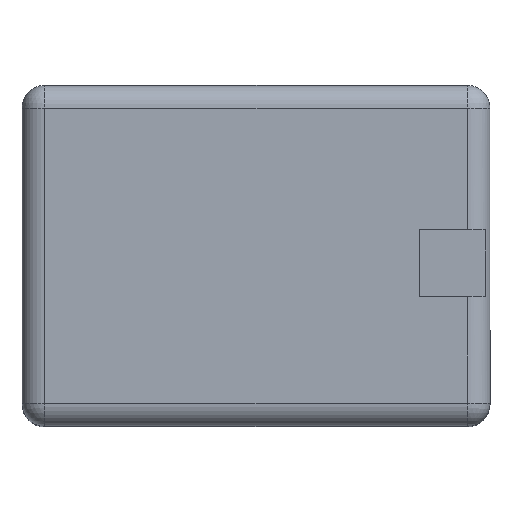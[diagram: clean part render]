
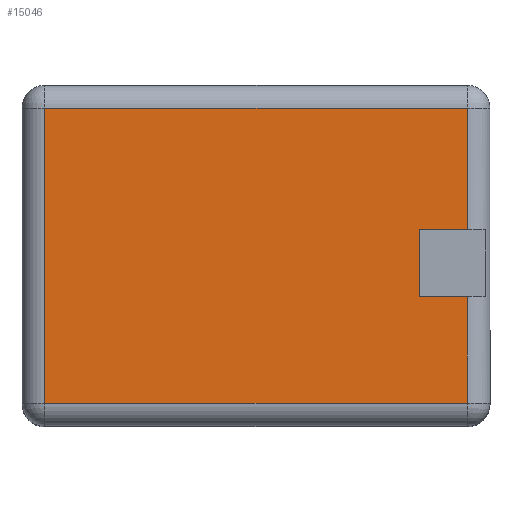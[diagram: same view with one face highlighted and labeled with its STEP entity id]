
A CAD part, top view. The second image highlights one B-rep face of the part: STEP entity #15046.
In plain terms, the highlighted planar face has unit normal (0, 0, 1).
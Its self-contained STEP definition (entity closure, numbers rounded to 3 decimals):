
#19 = EDGE_CURVE ( 'NONE', #5262, #15325, #13917, .T. ) ;
#375 = LINE ( 'NONE', #5474, #10775 ) ;
#436 = LINE ( 'NONE', #6602, #6844 ) ;
#457 = EDGE_CURVE ( 'NONE', #13720, #5262, #7427, .T. ) ;
#602 = EDGE_CURVE ( 'NONE', #10523, #14476, #3953, .T. ) ;
#1273 = ORIENTED_EDGE ( 'NONE', *, *, #19, .T. ) ;
#1337 = LINE ( 'NONE', #14978, #7300 ) ;
#1402 = DIRECTION ( 'NONE',  ( 0., -1., 0. ) ) ;
#1874 = ORIENTED_EDGE ( 'NONE', *, *, #602, .F. ) ;
#2019 = DIRECTION ( 'NONE',  ( -1., 0., 0. ) ) ;
#2237 = CARTESIAN_POINT ( 'NONE',  ( 4.65, 0.572, 9.8 ) ) ;
#2604 = CARTESIAN_POINT ( 'NONE',  ( 4.65, -3.25, 9.8 ) ) ;
#2705 = EDGE_CURVE ( 'NONE', #4701, #15084, #8247, .T. ) ;
#3073 = CARTESIAN_POINT ( 'NONE',  ( -4.65, 3.25, 9.8 ) ) ;
#3953 = LINE ( 'NONE', #7753, #12333 ) ;
#4307 = VECTOR ( 'NONE', #4464, 1000. ) ;
#4432 = EDGE_CURVE ( 'NONE', #14476, #15084, #436, .T. ) ;
#4464 = DIRECTION ( 'NONE',  ( 0., 1., 0. ) ) ;
#4701 = VERTEX_POINT ( 'NONE', #2604 ) ;
#4987 = FACE_OUTER_BOUND ( 'NONE', #16183, .T. ) ;
#5262 = VERTEX_POINT ( 'NONE', #3073 ) ;
#5380 = CARTESIAN_POINT ( 'NONE',  ( -4.65, -3.75, 9.8 ) ) ;
#5474 = CARTESIAN_POINT ( 'NONE',  ( 5.15, -3.25, 9.8 ) ) ;
#6157 = ORIENTED_EDGE ( 'NONE', *, *, #6403, .T. ) ;
#6356 = DIRECTION ( 'NONE',  ( -1., 0., 0. ) ) ;
#6374 = DIRECTION ( 'NONE',  ( 0., -1., 0. ) ) ;
#6403 = EDGE_CURVE ( 'NONE', #15325, #4701, #375, .T. ) ;
#6602 = CARTESIAN_POINT ( 'NONE',  ( 5.206, -0.896, 9.8 ) ) ;
#6844 = VECTOR ( 'NONE', #13140, 1000. ) ;
#6915 = CARTESIAN_POINT ( 'NONE',  ( 4.65, -0.896, 9.8 ) ) ;
#7300 = VECTOR ( 'NONE', #6356, 1000. ) ;
#7364 = EDGE_CURVE ( 'NONE', #12482, #13720, #15574, .T. ) ;
#7427 = LINE ( 'NONE', #12457, #8182 ) ;
#7573 = ORIENTED_EDGE ( 'NONE', *, *, #2705, .T. ) ;
#7753 = CARTESIAN_POINT ( 'NONE',  ( 3.592, 0.572, 9.8 ) ) ;
#8182 = VECTOR ( 'NONE', #2019, 1000. ) ;
#8247 = LINE ( 'NONE', #14607, #4307 ) ;
#8322 = DIRECTION ( 'NONE',  ( 1., 0., 0. ) ) ;
#8662 = EDGE_CURVE ( 'NONE', #12482, #10523, #1337, .T. ) ;
#8854 = PLANE ( 'NONE',  #11259 ) ;
#8982 = CARTESIAN_POINT ( 'NONE',  ( -4.65, -3.25, 9.8 ) ) ;
#9214 = ORIENTED_EDGE ( 'NONE', *, *, #7364, .T. ) ;
#9569 = VECTOR ( 'NONE', #15732, 1000. ) ;
#10523 = VERTEX_POINT ( 'NONE', #11433 ) ;
#10738 = CARTESIAN_POINT ( 'NONE',  ( 0., 0., 9.8 ) ) ;
#10775 = VECTOR ( 'NONE', #15562, 1000. ) ;
#11259 = AXIS2_PLACEMENT_3D ( 'NONE', #10738, #13124, #8322 ) ;
#11433 = CARTESIAN_POINT ( 'NONE',  ( 3.592, 0.572, 9.8 ) ) ;
#12274 = CARTESIAN_POINT ( 'NONE',  ( 3.592, -0.896, 9.8 ) ) ;
#12333 = VECTOR ( 'NONE', #1402, 1000. ) ;
#12457 = CARTESIAN_POINT ( 'NONE',  ( -5.15, 3.25, 9.8 ) ) ;
#12482 = VERTEX_POINT ( 'NONE', #2237 ) ;
#13124 = DIRECTION ( 'NONE',  ( 0., 0., 1. ) ) ;
#13140 = DIRECTION ( 'NONE',  ( 1., 0., 0. ) ) ;
#13179 = ORIENTED_EDGE ( 'NONE', *, *, #4432, .F. ) ;
#13248 = CARTESIAN_POINT ( 'NONE',  ( 4.65, 3.25, 9.8 ) ) ;
#13720 = VERTEX_POINT ( 'NONE', #13248 ) ;
#13734 = ORIENTED_EDGE ( 'NONE', *, *, #457, .T. ) ;
#13917 = LINE ( 'NONE', #5380, #14063 ) ;
#14063 = VECTOR ( 'NONE', #6374, 1000. ) ;
#14411 = CARTESIAN_POINT ( 'NONE',  ( 4.65, 3.75, 9.8 ) ) ;
#14476 = VERTEX_POINT ( 'NONE', #12274 ) ;
#14607 = CARTESIAN_POINT ( 'NONE',  ( 4.65, 3.75, 9.8 ) ) ;
#14945 = ORIENTED_EDGE ( 'NONE', *, *, #8662, .F. ) ;
#14978 = CARTESIAN_POINT ( 'NONE',  ( 5.206, 0.572, 9.8 ) ) ;
#15046 = ADVANCED_FACE ( 'NONE', ( #4987 ), #8854, .T. ) ;
#15084 = VERTEX_POINT ( 'NONE', #6915 ) ;
#15325 = VERTEX_POINT ( 'NONE', #8982 ) ;
#15562 = DIRECTION ( 'NONE',  ( 1., 0., 0. ) ) ;
#15574 = LINE ( 'NONE', #14411, #9569 ) ;
#15732 = DIRECTION ( 'NONE',  ( 0., 1., 0. ) ) ;
#16183 = EDGE_LOOP ( 'NONE', ( #13179, #1874, #14945, #9214, #13734, #1273, #6157, #7573 ) ) ;
